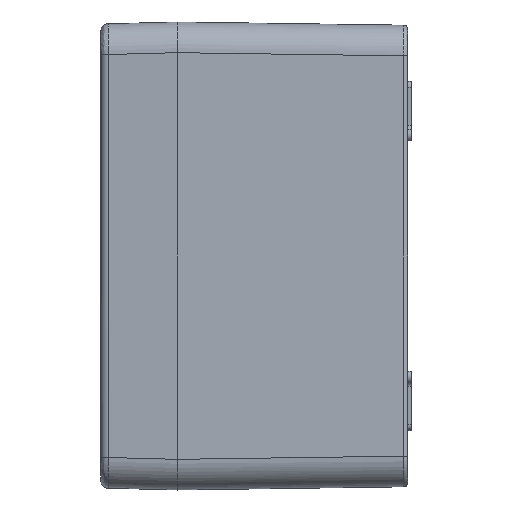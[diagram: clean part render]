
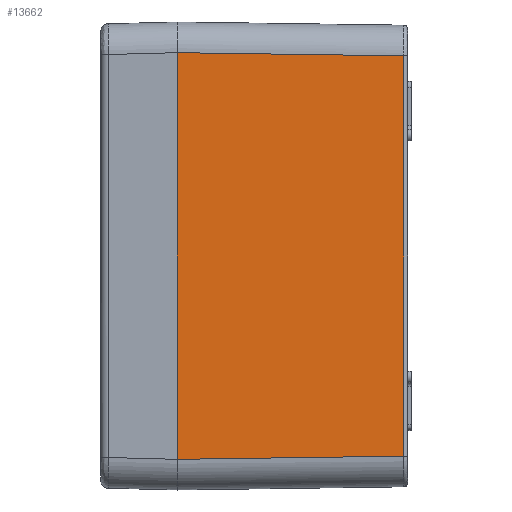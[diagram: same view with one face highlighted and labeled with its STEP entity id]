
A CAD part, left-side view. The second image highlights one B-rep face of the part: STEP entity #13662.
In plain terms, the highlighted planar face has unit normal (-1, -0.014, 0).
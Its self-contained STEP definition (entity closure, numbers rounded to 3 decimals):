
#33 = DIRECTION ( 'NONE',  ( -0.014, 1., 0. ) ) ;
#346 = PLANE ( 'NONE',  #15063 ) ;
#1242 = CARTESIAN_POINT ( 'NONE',  ( -110., 60., -53.001 ) ) ;
#1464 = CARTESIAN_POINT ( 'NONE',  ( -110., 60., -53.001 ) ) ;
#1560 = CARTESIAN_POINT ( 'NONE',  ( -109.176, 0.986, 52.177 ) ) ;
#2052 = VERTEX_POINT ( 'NONE', #17972 ) ;
#3404 = VERTEX_POINT ( 'NONE', #9473 ) ;
#4165 = B_SPLINE_CURVE_WITH_KNOTS ( 'NONE', 3,
 ( #4530, #11224, #10897, #1560 ),
 .UNSPECIFIED., .F., .F.,
 ( 4, 4 ),
 ( 0., 1. ),
 .UNSPECIFIED. ) ;
#4530 = CARTESIAN_POINT ( 'NONE',  ( -110., 60., 53.001 ) ) ;
#5430 = ORIENTED_EDGE ( 'NONE', *, *, #13934, .T. ) ;
#6016 = B_SPLINE_CURVE_WITH_KNOTS ( 'NONE', 3,
 ( #14923, #8457, #18636, #10455 ),
 .UNSPECIFIED., .F., .F.,
 ( 4, 4 ),
 ( 0., 1. ),
 .UNSPECIFIED. ) ;
#6605 = FACE_OUTER_BOUND ( 'NONE', #20254, .T. ) ;
#8457 = CARTESIAN_POINT ( 'NONE',  ( -109.176, 0.986, 17.392 ) ) ;
#9250 = CARTESIAN_POINT ( 'NONE',  ( -109.451, 20.657, -52.451 ) ) ;
#9473 = CARTESIAN_POINT ( 'NONE',  ( -110., 60., 53.001 ) ) ;
#10000 = DIRECTION ( 'NONE',  ( -1., -0.014, 0. ) ) ;
#10339 = VERTEX_POINT ( 'NONE', #16089 ) ;
#10455 = CARTESIAN_POINT ( 'NONE',  ( -109.176, 0.986, -52.177 ) ) ;
#10897 = CARTESIAN_POINT ( 'NONE',  ( -109.451, 20.657, 52.451 ) ) ;
#11224 = CARTESIAN_POINT ( 'NONE',  ( -109.725, 40.329, 52.726 ) ) ;
#11688 = VECTOR ( 'NONE', #17508, 1000. ) ;
#12140 = ORIENTED_EDGE ( 'NONE', *, *, #16903, .F. ) ;
#12248 = B_SPLINE_CURVE_WITH_KNOTS ( 'NONE', 3,
 ( #13901, #17217, #9250, #17423 ),
 .UNSPECIFIED., .F., .F.,
 ( 4, 4 ),
 ( 0., 1. ),
 .UNSPECIFIED. ) ;
#12721 = EDGE_CURVE ( 'NONE', #3404, #10339, #4165, .T. ) ;
#12838 = VERTEX_POINT ( 'NONE', #1242 ) ;
#13174 = CARTESIAN_POINT ( 'NONE',  ( -110., 60., -65.321 ) ) ;
#13662 = ADVANCED_FACE ( 'NONE', ( #6605 ), #346, .T. ) ;
#13901 = CARTESIAN_POINT ( 'NONE',  ( -110., 60., -53.001 ) ) ;
#13934 = EDGE_CURVE ( 'NONE', #12838, #2052, #12248, .T. ) ;
#14082 = ORIENTED_EDGE ( 'NONE', *, *, #16112, .F. ) ;
#14923 = CARTESIAN_POINT ( 'NONE',  ( -109.176, 0.986, 52.177 ) ) ;
#15063 = AXIS2_PLACEMENT_3D ( 'NONE', #13174, #10000, #33 ) ;
#16012 = LINE ( 'NONE', #1464, #11688 ) ;
#16089 = CARTESIAN_POINT ( 'NONE',  ( -109.176, 0.986, 52.177 ) ) ;
#16112 = EDGE_CURVE ( 'NONE', #12838, #3404, #16012, .T. ) ;
#16903 = EDGE_CURVE ( 'NONE', #10339, #2052, #6016, .T. ) ;
#17217 = CARTESIAN_POINT ( 'NONE',  ( -109.725, 40.329, -52.726 ) ) ;
#17423 = CARTESIAN_POINT ( 'NONE',  ( -109.176, 0.986, -52.177 ) ) ;
#17508 = DIRECTION ( 'NONE',  ( 0., 0., 1. ) ) ;
#17972 = CARTESIAN_POINT ( 'NONE',  ( -109.176, 0.986, -52.177 ) ) ;
#18636 = CARTESIAN_POINT ( 'NONE',  ( -109.176, 0.986, -17.392 ) ) ;
#20020 = ORIENTED_EDGE ( 'NONE', *, *, #12721, .F. ) ;
#20254 = EDGE_LOOP ( 'NONE', ( #20020, #14082, #5430, #12140 ) ) ;
